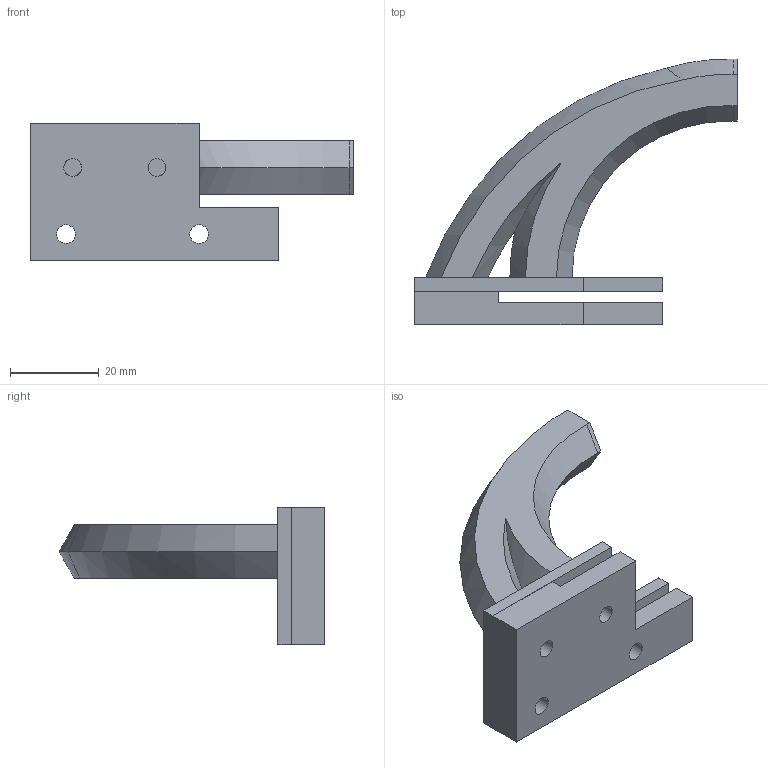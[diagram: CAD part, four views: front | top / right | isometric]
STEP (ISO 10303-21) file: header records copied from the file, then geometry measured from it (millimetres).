
FILE_DESCRIPTION(('FreeCAD Model'),'2;1');
FILE_NAME('Open CASCADE Shape Model','2025-05-10T20:34:28',(''),(''), 'Open CASCADE STEP processor 7.8','FreeCAD','Unknown');
FILE_SCHEMA(('AUTOMOTIVE_DESIGN { 1 0 10303 214 1 1 1 1 }'));
Length unit declared in the file: millimetre
Products named in the file (4): Neptune_Cutter_v0_4; X Axis Mount; Arm; Mount Backing Plate
Assembly tree (3 placements, depth 2):
  Neptune_Cutter_v0_4
    X Axis Mount
    Arm
    Mount Backing Plate
Bounding box: 72.81 x 59.95 x 31 mm (x, y, z)
Volume: 25524.2 mm3; surface area: 12329.8 mm2
Topology: 3 solids, 3 shells, 61 faces, 146 edges, 96 vertices
Faces by surface type: plane 33, cylinder 13, cone 7, extrusion 4, revolution 4
Full cylindrical faces by diameter (mm): 4 x4, 4.2 x4, 7.3 x1, 8.5 x2
Entity records: 1978 total; most frequent: CARTESIAN_POINT 367, DIRECTION 328, ORIENTED_EDGE 292, EDGE_CURVE 146, AXIS2_PLACEMENT_3D 113, VECTOR 98, VERTEX_POINT 96, LINE 94
